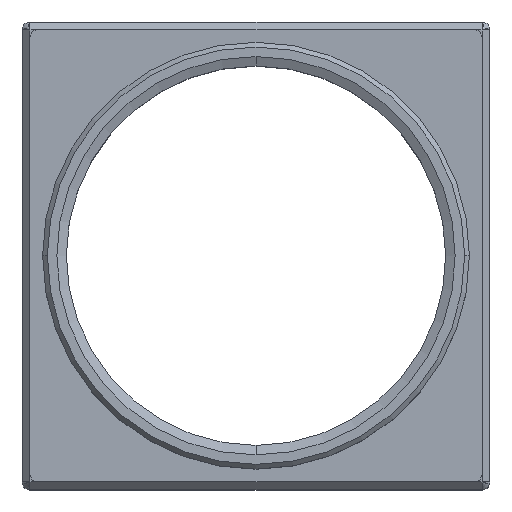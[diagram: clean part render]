
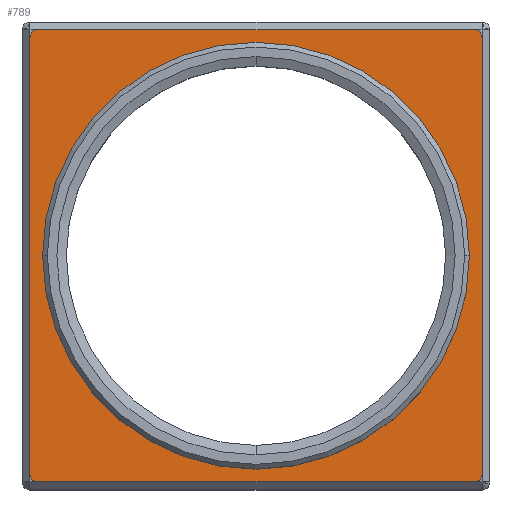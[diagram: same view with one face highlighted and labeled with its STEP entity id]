
A CAD part, top view. The second image highlights one B-rep face of the part: STEP entity #789.
In plain terms, the highlighted planar face has unit normal (0, 0, 1).
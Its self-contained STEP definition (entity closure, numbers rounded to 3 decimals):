
#10 = CARTESIAN_POINT ( 'NONE',  ( -13.8, 13.8, 0. ) ) ;
#21 = EDGE_CURVE ( 'NONE', #429, #55, #788, .T. ) ;
#54 = FACE_BOUND ( 'NONE', #422, .T. ) ;
#55 = VERTEX_POINT ( 'NONE', #335 ) ;
#86 = CARTESIAN_POINT ( 'NONE',  ( -13.8, 14.3, 0. ) ) ;
#101 = DIRECTION ( 'NONE',  ( 1., 0., 0. ) ) ;
#122 = VECTOR ( 'NONE', #101, 1000. ) ;
#172 = CARTESIAN_POINT ( 'NONE',  ( 13.8, -13.8, 0. ) ) ;
#174 = EDGE_LOOP ( 'NONE', ( #448, #560, #221, #345, #1226, #539, #609, #1115 ) ) ;
#185 = EDGE_CURVE ( 'NONE', #726, #429, #459, .T. ) ;
#189 = VERTEX_POINT ( 'NONE', #200 ) ;
#191 = EDGE_CURVE ( 'NONE', #901, #726, #576, .T. ) ;
#193 = CARTESIAN_POINT ( 'NONE',  ( 0., 0., 0. ) ) ;
#200 = CARTESIAN_POINT ( 'NONE',  ( 0., -13.5, 0. ) ) ;
#208 = EDGE_CURVE ( 'NONE', #624, #906, #304, .T. ) ;
#212 = AXIS2_PLACEMENT_3D ( 'NONE', #193, #570, #946 ) ;
#221 = ORIENTED_EDGE ( 'NONE', *, *, #1009, .F. ) ;
#235 = AXIS2_PLACEMENT_3D ( 'NONE', #10, #400, #770 ) ;
#261 = CIRCLE ( 'NONE', #775, 0.5 ) ;
#267 = CARTESIAN_POINT ( 'NONE',  ( 0., 0., 0. ) ) ;
#304 = LINE ( 'NONE', #675, #362 ) ;
#313 = DIRECTION ( 'NONE',  ( 1., 0., 0. ) ) ;
#326 = DIRECTION ( 'NONE',  ( 0., -1., 0. ) ) ;
#331 = ORIENTED_EDGE ( 'NONE', *, *, #1126, .T. ) ;
#333 = CIRCLE ( 'NONE', #235, 0.5 ) ;
#335 = CARTESIAN_POINT ( 'NONE',  ( 14.3, -13.8, 0. ) ) ;
#345 = ORIENTED_EDGE ( 'NONE', *, *, #21, .F. ) ;
#349 = DIRECTION ( 'NONE',  ( 0., 0., -1. ) ) ;
#362 = VECTOR ( 'NONE', #1063, 1000. ) ;
#371 = LINE ( 'NONE', #738, #380 ) ;
#375 = DIRECTION ( 'NONE',  ( 1., 0., 0. ) ) ;
#380 = VECTOR ( 'NONE', #1131, 1000. ) ;
#400 = DIRECTION ( 'NONE',  ( 0., 0., -1. ) ) ;
#422 = EDGE_LOOP ( 'NONE', ( #1046, #331 ) ) ;
#428 = CARTESIAN_POINT ( 'NONE',  ( 13.8, 14.3, 0. ) ) ;
#429 = VERTEX_POINT ( 'NONE', #1122 ) ;
#437 = FACE_OUTER_BOUND ( 'NONE', #174, .T. ) ;
#448 = ORIENTED_EDGE ( 'NONE', *, *, #607, .F. ) ;
#459 = CIRCLE ( 'NONE', #977, 0.5 ) ;
#467 = CARTESIAN_POINT ( 'NONE',  ( -14.3, 13.8, 0. ) ) ;
#475 = AXIS2_PLACEMENT_3D ( 'NONE', #267, #637, #1017 ) ;
#497 = CARTESIAN_POINT ( 'NONE',  ( -14.3, -13.8, 0. ) ) ;
#529 = CARTESIAN_POINT ( 'NONE',  ( -13.8, -14.3, 0. ) ) ;
#531 = AXIS2_PLACEMENT_3D ( 'NONE', #172, #551, #925 ) ;
#539 = ORIENTED_EDGE ( 'NONE', *, *, #191, .F. ) ;
#551 = DIRECTION ( 'NONE',  ( 0., 0., -1. ) ) ;
#560 = ORIENTED_EDGE ( 'NONE', *, *, #1020, .F. ) ;
#570 = DIRECTION ( 'NONE',  ( 0., 0., -1. ) ) ;
#576 = LINE ( 'NONE', #950, #122 ) ;
#607 = EDGE_CURVE ( 'NONE', #783, #624, #261, .T. ) ;
#609 = ORIENTED_EDGE ( 'NONE', *, *, #1240, .F. ) ;
#624 = VERTEX_POINT ( 'NONE', #497 ) ;
#637 = DIRECTION ( 'NONE',  ( 0., 0., -1. ) ) ;
#652 = VECTOR ( 'NONE', #326, 1000. ) ;
#662 = CARTESIAN_POINT ( 'NONE',  ( 0., 13.5, 0. ) ) ;
#675 = CARTESIAN_POINT ( 'NONE',  ( -14.3, 0., 0. ) ) ;
#717 = DIRECTION ( 'NONE',  ( -1., 0., 0. ) ) ;
#726 = VERTEX_POINT ( 'NONE', #428 ) ;
#738 = CARTESIAN_POINT ( 'NONE',  ( 0., -14.3, 0. ) ) ;
#770 = DIRECTION ( 'NONE',  ( 1., 0., 0. ) ) ;
#773 = CARTESIAN_POINT ( 'NONE',  ( -13.8, -13.8, 0. ) ) ;
#775 = AXIS2_PLACEMENT_3D ( 'NONE', #773, #1166, #313 ) ;
#783 = VERTEX_POINT ( 'NONE', #529 ) ;
#785 = VERTEX_POINT ( 'NONE', #903 ) ;
#788 = LINE ( 'NONE', #1181, #652 ) ;
#789 = ADVANCED_FACE ( 'NONE', ( #54, #437 ), #809, .F. ) ;
#809 = PLANE ( 'NONE',  #858 ) ;
#836 = CARTESIAN_POINT ( 'NONE',  ( 13.8, 13.8, 0. ) ) ;
#858 = AXIS2_PLACEMENT_3D ( 'NONE', #1206, #349, #717 ) ;
#901 = VERTEX_POINT ( 'NONE', #86 ) ;
#902 = CIRCLE ( 'NONE', #212, 13.5 ) ;
#903 = CARTESIAN_POINT ( 'NONE',  ( 13.8, -14.3, 0. ) ) ;
#906 = VERTEX_POINT ( 'NONE', #467 ) ;
#925 = DIRECTION ( 'NONE',  ( 1., 0., 0. ) ) ;
#946 = DIRECTION ( 'NONE',  ( 0., 1., 0. ) ) ;
#950 = CARTESIAN_POINT ( 'NONE',  ( 0., 14.3, 0. ) ) ;
#969 = EDGE_CURVE ( 'NONE', #1107, #189, #1169, .T. ) ;
#977 = AXIS2_PLACEMENT_3D ( 'NONE', #836, #1232, #375 ) ;
#1009 = EDGE_CURVE ( 'NONE', #55, #785, #1238, .T. ) ;
#1017 = DIRECTION ( 'NONE',  ( 0., 1., 0. ) ) ;
#1020 = EDGE_CURVE ( 'NONE', #785, #783, #371, .T. ) ;
#1046 = ORIENTED_EDGE ( 'NONE', *, *, #969, .T. ) ;
#1063 = DIRECTION ( 'NONE',  ( 0., 1., 0. ) ) ;
#1107 = VERTEX_POINT ( 'NONE', #662 ) ;
#1115 = ORIENTED_EDGE ( 'NONE', *, *, #208, .F. ) ;
#1122 = CARTESIAN_POINT ( 'NONE',  ( 14.3, 13.8, 0. ) ) ;
#1126 = EDGE_CURVE ( 'NONE', #189, #1107, #902, .T. ) ;
#1131 = DIRECTION ( 'NONE',  ( -1., 0., 0. ) ) ;
#1166 = DIRECTION ( 'NONE',  ( 0., 0., -1. ) ) ;
#1169 = CIRCLE ( 'NONE', #475, 13.5 ) ;
#1181 = CARTESIAN_POINT ( 'NONE',  ( 14.3, 0., 0. ) ) ;
#1206 = CARTESIAN_POINT ( 'NONE',  ( 14.3, -14.3, 0. ) ) ;
#1226 = ORIENTED_EDGE ( 'NONE', *, *, #185, .F. ) ;
#1232 = DIRECTION ( 'NONE',  ( 0., 0., -1. ) ) ;
#1238 = CIRCLE ( 'NONE', #531, 0.5 ) ;
#1240 = EDGE_CURVE ( 'NONE', #906, #901, #333, .T. ) ;
